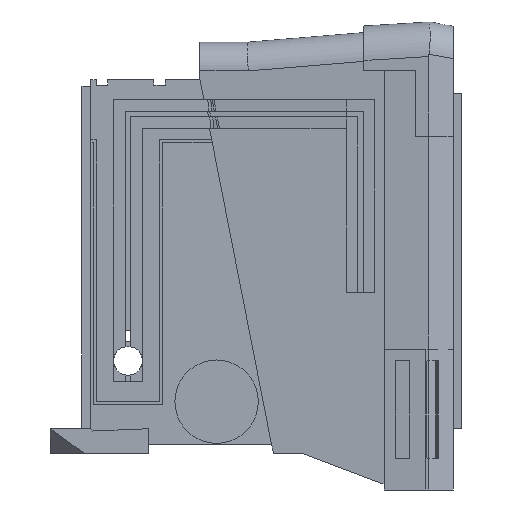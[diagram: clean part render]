
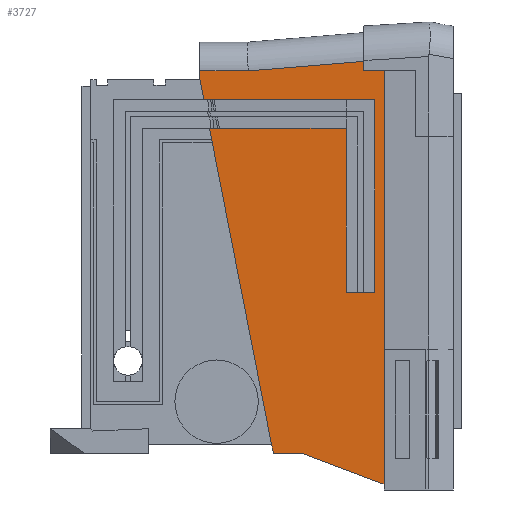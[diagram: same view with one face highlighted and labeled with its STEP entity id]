
A CAD part, left-side view. The second image highlights one B-rep face of the part: STEP entity #3727.
In plain terms, the highlighted planar face has unit normal (-0.999, 0.043, 0).
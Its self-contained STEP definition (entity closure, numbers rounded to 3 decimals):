
#136=FACE_OUTER_BOUND('',#342,.T.);
#342=EDGE_LOOP('',(#2749,#2750,#2751,#2752,#2753,#2754,#2755,#2756,#2757,
#2758,#2759,#2760,#2761,#2762,#2763,#2764,#2765,#2766,#2767));
#684=LINE('',#5515,#1188);
#737=LINE('',#5618,#1241);
#738=LINE('',#5620,#1242);
#739=LINE('',#5622,#1243);
#740=LINE('',#5624,#1244);
#741=LINE('',#5626,#1245);
#742=LINE('',#5628,#1246);
#743=LINE('',#5630,#1247);
#744=LINE('',#5632,#1248);
#745=LINE('',#5634,#1249);
#746=LINE('',#5636,#1250);
#747=LINE('',#5638,#1251);
#748=LINE('',#5640,#1252);
#749=LINE('',#5642,#1253);
#750=LINE('',#5644,#1254);
#751=LINE('',#5646,#1255);
#752=LINE('',#5648,#1256);
#753=LINE('',#5650,#1257);
#754=LINE('',#5651,#1258);
#1188=VECTOR('',#4432,1000.);
#1241=VECTOR('',#4503,1000.);
#1242=VECTOR('',#4504,1000.);
#1243=VECTOR('',#4505,1000.);
#1244=VECTOR('',#4506,1000.);
#1245=VECTOR('',#4507,1000.);
#1246=VECTOR('',#4508,1000.);
#1247=VECTOR('',#4509,1000.);
#1248=VECTOR('',#4510,1000.);
#1249=VECTOR('',#4511,1000.);
#1250=VECTOR('',#4512,1000.);
#1251=VECTOR('',#4513,1000.);
#1252=VECTOR('',#4514,1000.);
#1253=VECTOR('',#4515,1000.);
#1254=VECTOR('',#4516,10.);
#1255=VECTOR('',#4517,1000.);
#1256=VECTOR('',#4518,1000.);
#1257=VECTOR('',#4519,1000.);
#1258=VECTOR('',#4520,1000.);
#1673=VERTEX_POINT('',#5512);
#1674=VERTEX_POINT('',#5514);
#1715=VERTEX_POINT('',#5617);
#1716=VERTEX_POINT('',#5619);
#1717=VERTEX_POINT('',#5621);
#1718=VERTEX_POINT('',#5623);
#1719=VERTEX_POINT('',#5625);
#1720=VERTEX_POINT('',#5627);
#1721=VERTEX_POINT('',#5629);
#1722=VERTEX_POINT('',#5631);
#1723=VERTEX_POINT('',#5633);
#1724=VERTEX_POINT('',#5635);
#1725=VERTEX_POINT('',#5637);
#1726=VERTEX_POINT('',#5639);
#1727=VERTEX_POINT('',#5641);
#1728=VERTEX_POINT('',#5643);
#1729=VERTEX_POINT('',#5645);
#1730=VERTEX_POINT('',#5647);
#1731=VERTEX_POINT('',#5649);
#2070=EDGE_CURVE('',#1673,#1674,#684,.T.);
#2123=EDGE_CURVE('',#1673,#1715,#737,.T.);
#2124=EDGE_CURVE('',#1715,#1716,#738,.T.);
#2125=EDGE_CURVE('',#1716,#1717,#739,.T.);
#2126=EDGE_CURVE('',#1717,#1718,#740,.T.);
#2127=EDGE_CURVE('',#1718,#1719,#741,.T.);
#2128=EDGE_CURVE('',#1720,#1719,#742,.T.);
#2129=EDGE_CURVE('',#1720,#1721,#743,.T.);
#2130=EDGE_CURVE('',#1721,#1722,#744,.T.);
#2131=EDGE_CURVE('',#1722,#1723,#745,.T.);
#2132=EDGE_CURVE('',#1724,#1723,#746,.T.);
#2133=EDGE_CURVE('',#1725,#1724,#747,.T.);
#2134=EDGE_CURVE('',#1725,#1726,#748,.T.);
#2135=EDGE_CURVE('',#1727,#1726,#749,.T.);
#2136=EDGE_CURVE('',#1728,#1727,#750,.T.);
#2137=EDGE_CURVE('',#1728,#1729,#751,.T.);
#2138=EDGE_CURVE('',#1730,#1729,#752,.T.);
#2139=EDGE_CURVE('',#1731,#1730,#753,.T.);
#2140=EDGE_CURVE('',#1731,#1674,#754,.T.);
#2749=ORIENTED_EDGE('',*,*,#2123,.T.);
#2750=ORIENTED_EDGE('',*,*,#2124,.T.);
#2751=ORIENTED_EDGE('',*,*,#2125,.T.);
#2752=ORIENTED_EDGE('',*,*,#2126,.T.);
#2753=ORIENTED_EDGE('',*,*,#2127,.T.);
#2754=ORIENTED_EDGE('',*,*,#2128,.F.);
#2755=ORIENTED_EDGE('',*,*,#2129,.T.);
#2756=ORIENTED_EDGE('',*,*,#2130,.T.);
#2757=ORIENTED_EDGE('',*,*,#2131,.T.);
#2758=ORIENTED_EDGE('',*,*,#2132,.F.);
#2759=ORIENTED_EDGE('',*,*,#2133,.F.);
#2760=ORIENTED_EDGE('',*,*,#2134,.T.);
#2761=ORIENTED_EDGE('',*,*,#2135,.F.);
#2762=ORIENTED_EDGE('',*,*,#2136,.F.);
#2763=ORIENTED_EDGE('',*,*,#2137,.T.);
#2764=ORIENTED_EDGE('',*,*,#2138,.F.);
#2765=ORIENTED_EDGE('',*,*,#2139,.F.);
#2766=ORIENTED_EDGE('',*,*,#2140,.T.);
#2767=ORIENTED_EDGE('',*,*,#2070,.F.);
#3540=PLANE('',#3956);
#3727=ADVANCED_FACE('',(#136),#3540,.T.);
#3956=AXIS2_PLACEMENT_3D('',#5616,#4501,#4502);
#4432=DIRECTION('',(0.008,0.192,0.981));
#4501=DIRECTION('center_axis',(-0.999,0.043,0.));
#4502=DIRECTION('ref_axis',(0.043,0.999,0.));
#4503=DIRECTION('',(-0.043,-0.999,0.));
#4504=DIRECTION('',(0.,0.,-1.));
#4505=DIRECTION('',(0.043,0.999,0.));
#4506=DIRECTION('',(0.,0.,1.));
#4507=DIRECTION('',(0.043,0.999,0.));
#4508=DIRECTION('',(0.008,0.192,0.981));
#4509=DIRECTION('',(-0.01,-0.227,-0.974));
#4510=DIRECTION('',(-0.043,-0.999,0.));
#4511=DIRECTION('',(-0.04,-0.935,-0.353));
#4512=DIRECTION('',(0.,0.,-1.));
#4513=DIRECTION('',(0.,0.,-1.));
#4514=DIRECTION('',(0.043,0.999,0.));
#4515=DIRECTION('',(0.,0.,-1.));
#4516=DIRECTION('',(-0.042,-0.996,0.075));
#4517=DIRECTION('',(0.,0.,-1.));
#4518=DIRECTION('',(-0.042,-0.996,0.082));
#4519=DIRECTION('',(-0.043,-0.999,0.));
#4520=DIRECTION('',(0.,0.,-1.));
#5512=CARTESIAN_POINT('',(-11.029,86.628,-7.));
#5514=CARTESIAN_POINT('',(-10.971,88.,0.));
#5515=CARTESIAN_POINT('',(-12.132,60.763,-138.921));
#5616=CARTESIAN_POINT('Origin',(-13.7,24.,-131.7));
#5617=CARTESIAN_POINT('',(-13.565,27.158,-7.));
#5618=CARTESIAN_POINT('',(-14.697,0.627,-7.));
#5619=CARTESIAN_POINT('',(-13.565,27.158,-74.));
#5620=CARTESIAN_POINT('',(-13.565,27.158,0.));
#5621=CARTESIAN_POINT('',(-13.139,37.149,-74.));
#5622=CARTESIAN_POINT('',(-14.697,0.627,-74.));
#5623=CARTESIAN_POINT('',(-13.139,37.149,-17.));
#5624=CARTESIAN_POINT('',(-13.139,37.149,0.));
#5625=CARTESIAN_POINT('',(-11.113,84.667,-17.));
#5626=CARTESIAN_POINT('',(-14.697,0.627,-17.));
#5627=CARTESIAN_POINT('',(-12.033,63.1,-127.));
#5628=CARTESIAN_POINT('',(-12.132,60.763,-138.921));
#5629=CARTESIAN_POINT('',(-12.062,62.4,-130.));
#5630=CARTESIAN_POINT('',(-12.163,60.038,-140.124));
#5631=CARTESIAN_POINT('',(-12.493,52.3,-130.));
#5632=CARTESIAN_POINT('',(-13.7,24.,-130.));
#5633=CARTESIAN_POINT('',(-13.7,24.,-140.7));
#5634=CARTESIAN_POINT('',(-13.573,26.972,-139.576));
#5635=CARTESIAN_POINT('',(-13.7,24.,-93.7));
#5636=CARTESIAN_POINT('',(-13.7,24.,-131.7));
#5637=CARTESIAN_POINT('',(-13.7,24.,3.3));
#5638=CARTESIAN_POINT('',(-13.7,24.,-19.7));
#5639=CARTESIAN_POINT('',(-13.403,30.974,3.3));
#5640=CARTESIAN_POINT('',(-14.697,0.627,3.3));
#5641=CARTESIAN_POINT('',(-13.403,30.974,13.802));
#5642=CARTESIAN_POINT('',(-13.403,30.974,20.));
#5643=CARTESIAN_POINT('',(-13.401,31.,13.801));
#5644=CARTESIAN_POINT('',(-13.401,31.,13.801));
#5645=CARTESIAN_POINT('',(-13.401,31.,6.301));
#5646=CARTESIAN_POINT('',(-13.401,31.,-131.7));
#5647=CARTESIAN_POINT('',(-11.686,71.216,3.));
#5648=CARTESIAN_POINT('',(-13.436,30.186,6.368));
#5649=CARTESIAN_POINT('',(-10.971,88.,3.));
#5650=CARTESIAN_POINT('',(-11.687,71.2,3.));
#5651=CARTESIAN_POINT('',(-10.971,88.,-131.7));
